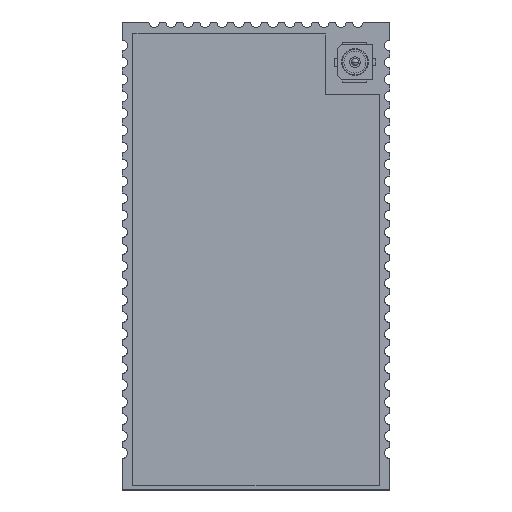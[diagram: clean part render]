
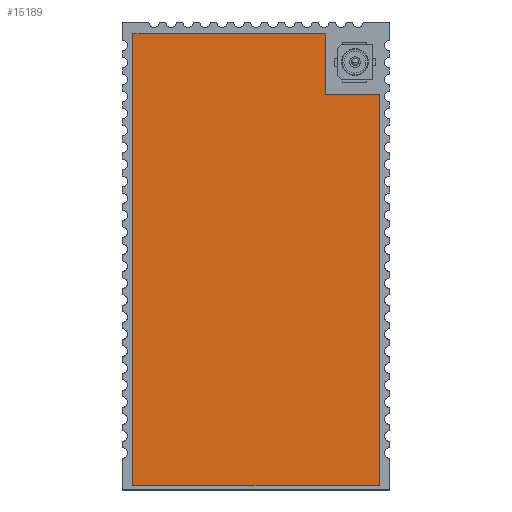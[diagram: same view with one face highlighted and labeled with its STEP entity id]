
A CAD part, top view. The second image highlights one B-rep face of the part: STEP entity #15189.
In plain terms, the highlighted face is planar.
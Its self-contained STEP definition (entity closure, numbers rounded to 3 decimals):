
#14353 = VERTEX_POINT('',#14354);
#14354 = CARTESIAN_POINT('',(-9.2,2.,16.9));
#14360 = EDGE_CURVE('',#14361,#14353,#14363,.T.);
#14361 = VERTEX_POINT('',#14362);
#14362 = CARTESIAN_POINT('',(-9.2,2.,-16.9));
#14363 = LINE('',#14364,#14365);
#14364 = CARTESIAN_POINT('',(-9.2,2.,16.9));
#14365 = VECTOR('',#14366,1.);
#14366 = DIRECTION('',(0.,0.,1.));
#14441 = VERTEX_POINT('',#14442);
#14442 = CARTESIAN_POINT('',(9.2,2.,-12.35));
#14448 = EDGE_CURVE('',#14449,#14441,#14451,.T.);
#14449 = VERTEX_POINT('',#14450);
#14450 = CARTESIAN_POINT('',(9.2,2.,16.9));
#14451 = LINE('',#14452,#14453);
#14452 = CARTESIAN_POINT('',(9.2,2.,16.9));
#14453 = VECTOR('',#14454,1.);
#14454 = DIRECTION('',(0.,0.,-1.));
#15060 = EDGE_CURVE('',#14353,#14449,#15061,.T.);
#15061 = LINE('',#15062,#15063);
#15062 = CARTESIAN_POINT('',(9.2,2.,16.9));
#15063 = VECTOR('',#15064,1.);
#15064 = DIRECTION('',(1.,0.,0.));
#15092 = VERTEX_POINT('',#15093);
#15093 = CARTESIAN_POINT('',(5.2,2.,-12.35));
#15099 = EDGE_CURVE('',#14441,#15092,#15100,.T.);
#15100 = LINE('',#15101,#15102);
#15101 = CARTESIAN_POINT('',(5.2,2.,-12.35));
#15102 = VECTOR('',#15103,1.);
#15103 = DIRECTION('',(-1.,0.,0.));
#15132 = VERTEX_POINT('',#15133);
#15133 = CARTESIAN_POINT('',(5.2,2.,-16.9));
#15139 = EDGE_CURVE('',#15092,#15132,#15140,.T.);
#15140 = LINE('',#15141,#15142);
#15141 = CARTESIAN_POINT('',(5.2,2.,-16.9));
#15142 = VECTOR('',#15143,1.);
#15143 = DIRECTION('',(0.,0.,-1.));
#15178 = EDGE_CURVE('',#15132,#14361,#15179,.T.);
#15179 = LINE('',#15180,#15181);
#15180 = CARTESIAN_POINT('',(5.2,2.,-16.9));
#15181 = VECTOR('',#15182,1.);
#15182 = DIRECTION('',(-1.,0.,0.));
#15189 = ADVANCED_FACE('',(#15190),#15198,.T.);
#15190 = FACE_BOUND('',#15191,.T.);
#15191 = EDGE_LOOP('',(#15192,#15193,#15194,#15195,#15196,#15197));
#15192 = ORIENTED_EDGE('',*,*,#14360,.T.);
#15193 = ORIENTED_EDGE('',*,*,#15060,.T.);
#15194 = ORIENTED_EDGE('',*,*,#14448,.T.);
#15195 = ORIENTED_EDGE('',*,*,#15099,.T.);
#15196 = ORIENTED_EDGE('',*,*,#15139,.T.);
#15197 = ORIENTED_EDGE('',*,*,#15178,.T.);
#15198 = PLANE('',#15199);
#15199 = AXIS2_PLACEMENT_3D('',#15200,#15201,#15202);
#15200 = CARTESIAN_POINT('',(0.,2.,0.));
#15201 = DIRECTION('',(0.,1.,0.));
#15202 = DIRECTION('',(0.,0.,1.));
